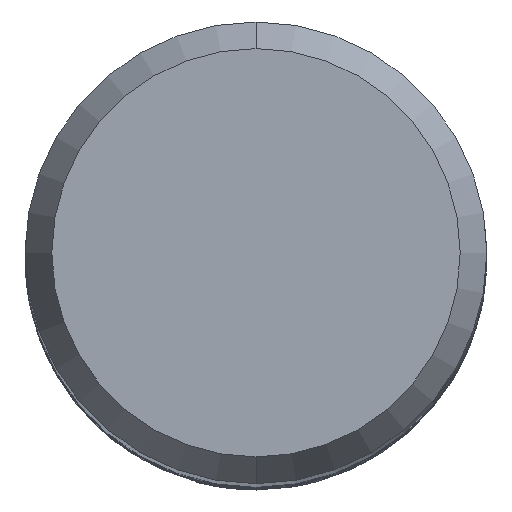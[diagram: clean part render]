
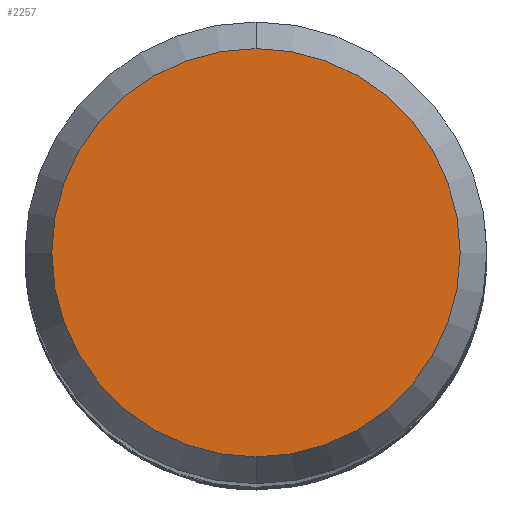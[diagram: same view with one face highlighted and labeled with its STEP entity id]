
A CAD part, top view. The second image highlights one B-rep face of the part: STEP entity #2257.
In plain terms, the highlighted planar face has unit normal (0, 0, 1).
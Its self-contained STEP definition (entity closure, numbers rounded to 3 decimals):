
#1267=VERTEX_POINT('',#2820);
#1593=EDGE_CURVE('',#2269,#1267,#3180,.T.);
#1829=EDGE_CURVE('',#1267,#2269,#3440,.T.);
#2257=ADVANCED_FACE('',(#3903),#3904,.T.);
#2269=VERTEX_POINT('',#3916);
#2820=CARTESIAN_POINT('',(0.,-4.423,0.0));
#3180=CIRCLE('',#17126,4.423);
#3440=CIRCLE('',#20805,4.423);
#3903=FACE_OUTER_BOUND('',#29202,.T.);
#3904=PLANE('',#29203);
#3916=CARTESIAN_POINT('',(0.0,4.423,0.0));
#17126=AXIS2_PLACEMENT_3D('',#30100,#30101,#30102);
#20805=AXIS2_PLACEMENT_3D('',#30379,#30380,#30381);
#29202=EDGE_LOOP('',(#30830,#30831));
#29203=AXIS2_PLACEMENT_3D('',#30832,#30833,#30834);
#30100=CARTESIAN_POINT('',(0.0,0.0,0.0));
#30101=DIRECTION('',(0.0,0.0,-1.0));
#30102=DIRECTION('',(0.0,1.0,0.0));
#30379=CARTESIAN_POINT('',(0.0,0.0,0.0));
#30380=DIRECTION('',(0.0,0.0,-1.0));
#30381=DIRECTION('',(0.0,1.0,0.0));
#30830=ORIENTED_EDGE('',*,*,#1593,.F.);
#30831=ORIENTED_EDGE('',*,*,#1829,.F.);
#30832=CARTESIAN_POINT('',(0.0,2.211,0.0));
#30833=DIRECTION('',(-0.0,0.0,1.0));
#30834=DIRECTION('',(0.0,-1.0,0.0));
